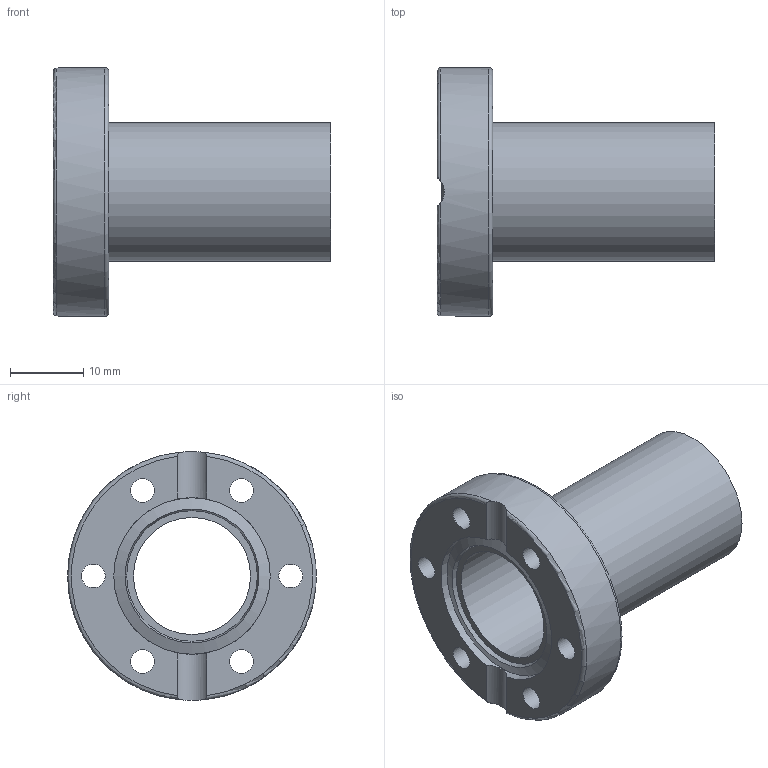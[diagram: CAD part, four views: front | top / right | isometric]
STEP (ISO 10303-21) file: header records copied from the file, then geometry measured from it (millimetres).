
FILE_DESCRIPTION((''),'2;1');
FILE_NAME('TU16T-316.stp','2009-04-03T10:41:01',('hasers'),(''),'Autodesk Inventor 2008','Autodesk Inventor 2008','');
FILE_SCHEMA(('AUTOMOTIVE_DESIGN { 1 0 10303 214 1 1 1 1 }'));
Length unit declared in the file: millimetre
Products named in the file (1): TU16T-316
Bounding box: 38 x 34 x 34 mm (x, y, z)
Volume: 7299.9 mm3; surface area: 6315.8 mm2
Topology: 1 solids, 1 shells, 22 faces, 60 edges, 41 vertices
Faces by surface type: cylinder 6, bspline 6, plane 5, torus 3, cone 2
Full cylindrical faces by diameter (mm): 16 x1, 19 x1, 21.4 x1, 34 x1
Entity records: 806 total; most frequent: CARTESIAN_POINT 309, DIRECTION 92, ORIENTED_EDGE 78, EDGE_LOOP 50, AXIS2_PLACEMENT_3D 44, EDGE_CURVE 39, VERTEX_POINT 33, FACE_BOUND 28
